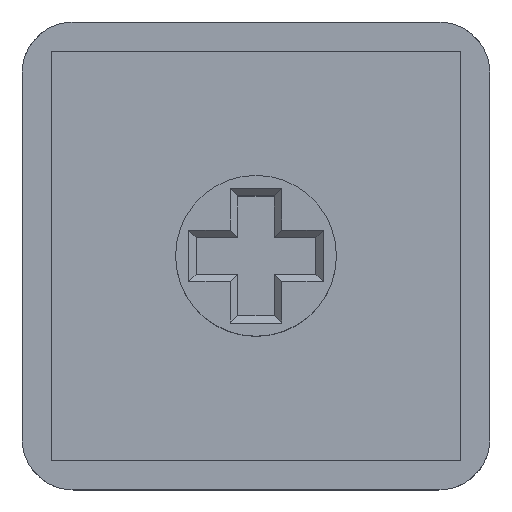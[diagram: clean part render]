
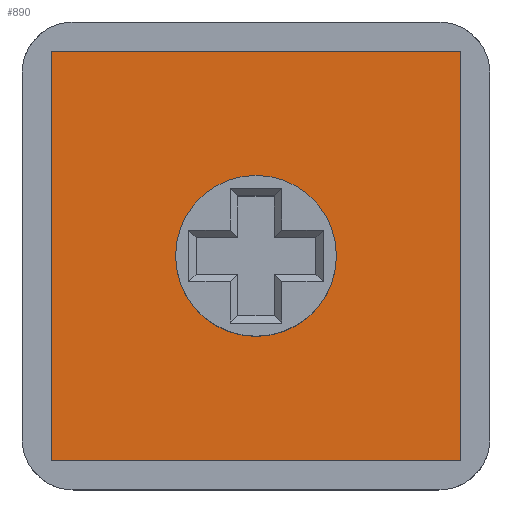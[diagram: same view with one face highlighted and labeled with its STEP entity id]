
A CAD part, top view. The second image highlights one B-rep face of the part: STEP entity #890.
In plain terms, the highlighted planar face has unit normal (0, 0, 1).
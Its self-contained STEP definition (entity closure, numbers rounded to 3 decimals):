
#42=FACE_BOUND('',#150,.T.);
#48=CIRCLE('',#975,2.75);
#97=FACE_OUTER_BOUND('',#149,.T.);
#149=EDGE_LOOP('',(#784,#785,#786,#787));
#150=EDGE_LOOP('',(#788));
#229=LINE('',#1427,#330);
#233=LINE('',#1435,#334);
#236=LINE('',#1441,#337);
#239=LINE('',#1446,#340);
#330=VECTOR('',#1173,10.);
#334=VECTOR('',#1179,10.);
#337=VECTOR('',#1184,10.);
#340=VECTOR('',#1189,10.);
#418=VERTEX_POINT('',#1425);
#419=VERTEX_POINT('',#1426);
#422=VERTEX_POINT('',#1434);
#424=VERTEX_POINT('',#1440);
#431=VERTEX_POINT('',#1472);
#530=EDGE_CURVE('',#418,#419,#229,.T.);
#534=EDGE_CURVE('',#419,#422,#233,.T.);
#537=EDGE_CURVE('',#422,#424,#236,.T.);
#540=EDGE_CURVE('',#424,#418,#239,.T.);
#554=EDGE_CURVE('',#431,#431,#48,.T.);
#784=ORIENTED_EDGE('',*,*,#530,.T.);
#785=ORIENTED_EDGE('',*,*,#534,.T.);
#786=ORIENTED_EDGE('',*,*,#537,.T.);
#787=ORIENTED_EDGE('',*,*,#540,.T.);
#788=ORIENTED_EDGE('',*,*,#554,.T.);
#840=PLANE('',#976);
#890=ADVANCED_FACE('',(#97,#42),#840,.T.);
#975=AXIS2_PLACEMENT_3D('',#1474,#1219,#1220);
#976=AXIS2_PLACEMENT_3D('',#1475,#1221,#1222);
#1173=DIRECTION('',(1.,0.,0.));
#1179=DIRECTION('',(0.,1.,0.));
#1184=DIRECTION('',(-1.,0.,0.));
#1189=DIRECTION('',(0.,-1.,0.));
#1219=DIRECTION('center_axis',(0.,0.,-1.));
#1220=DIRECTION('ref_axis',(-1.,0.,0.));
#1221=DIRECTION('center_axis',(0.,0.,1.));
#1222=DIRECTION('ref_axis',(1.,0.,0.));
#1425=CARTESIAN_POINT('',(-7.,-7.,1.));
#1426=CARTESIAN_POINT('',(7.,-7.,1.));
#1427=CARTESIAN_POINT('',(3.5,-7.,1.));
#1434=CARTESIAN_POINT('',(7.,7.,1.));
#1435=CARTESIAN_POINT('',(7.,3.5,1.));
#1440=CARTESIAN_POINT('',(-7.,7.,1.));
#1441=CARTESIAN_POINT('',(-3.5,7.,1.));
#1446=CARTESIAN_POINT('',(-7.,-3.5,1.));
#1472=CARTESIAN_POINT('',(2.75,0.,1.));
#1474=CARTESIAN_POINT('Origin',(0.,0.,1.));
#1475=CARTESIAN_POINT('Origin',(0.,0.,1.));
